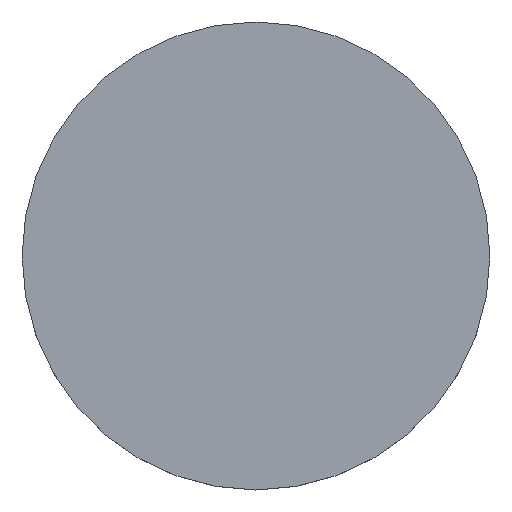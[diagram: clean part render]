
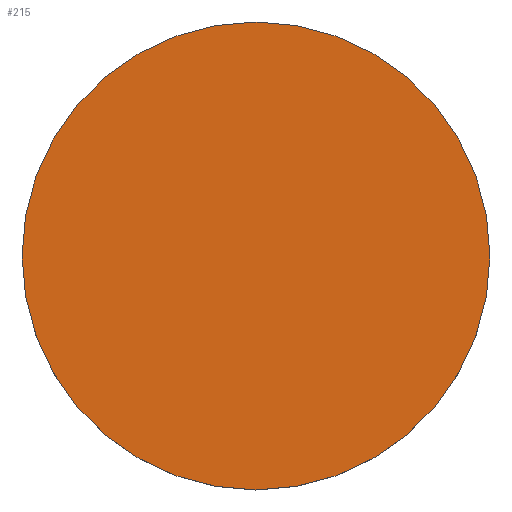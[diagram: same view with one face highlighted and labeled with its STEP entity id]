
A CAD part, top view. The second image highlights one B-rep face of the part: STEP entity #215.
In plain terms, the highlighted planar face has unit normal (0, 0, 1).
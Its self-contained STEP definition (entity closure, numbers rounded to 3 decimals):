
#2 = AXIS2_PLACEMENT_3D ( 'NONE', #121, #233, #182 ) ;
#24 = CARTESIAN_POINT ( 'NONE',  ( 0., 26.112, 3.3 ) ) ;
#28 = DIRECTION ( 'NONE',  ( 1., 0., 0. ) ) ;
#37 = CARTESIAN_POINT ( 'NONE',  ( 0., 0., 3.3 ) ) ;
#42 = AXIS2_PLACEMENT_3D ( 'NONE', #24, #73, #87 ) ;
#43 = CIRCLE ( 'NONE', #2, 12.7 ) ;
#49 = ORIENTED_EDGE ( 'NONE', *, *, #51, .F. ) ;
#51 = EDGE_CURVE ( 'NONE', #67, #202, #43, .T. ) ;
#67 = VERTEX_POINT ( 'NONE', #140 ) ;
#73 = DIRECTION ( 'NONE',  ( 0., 0., 1. ) ) ;
#87 = DIRECTION ( 'NONE',  ( 1., 0., 0. ) ) ;
#115 = DIRECTION ( 'NONE',  ( 0., 0., -1. ) ) ;
#121 = CARTESIAN_POINT ( 'NONE',  ( 0., 0., 3.3 ) ) ;
#128 = PLANE ( 'NONE',  #42 ) ;
#133 = ORIENTED_EDGE ( 'NONE', *, *, #226, .F. ) ;
#140 = CARTESIAN_POINT ( 'NONE',  ( 12.7, 0., 3.3 ) ) ;
#176 = AXIS2_PLACEMENT_3D ( 'NONE', #37, #115, #28 ) ;
#182 = DIRECTION ( 'NONE',  ( 1., 0., 0. ) ) ;
#183 = EDGE_LOOP ( 'NONE', ( #49, #133 ) ) ;
#193 = FACE_OUTER_BOUND ( 'NONE', #183, .T. ) ;
#200 = CARTESIAN_POINT ( 'NONE',  ( -12.7, 0., 3.3 ) ) ;
#202 = VERTEX_POINT ( 'NONE', #200 ) ;
#215 = ADVANCED_FACE ( 'NONE', ( #193 ), #128, .T. ) ;
#218 = CIRCLE ( 'NONE', #176, 12.7 ) ;
#226 = EDGE_CURVE ( 'NONE', #202, #67, #218, .T. ) ;
#233 = DIRECTION ( 'NONE',  ( 0., 0., -1. ) ) ;
